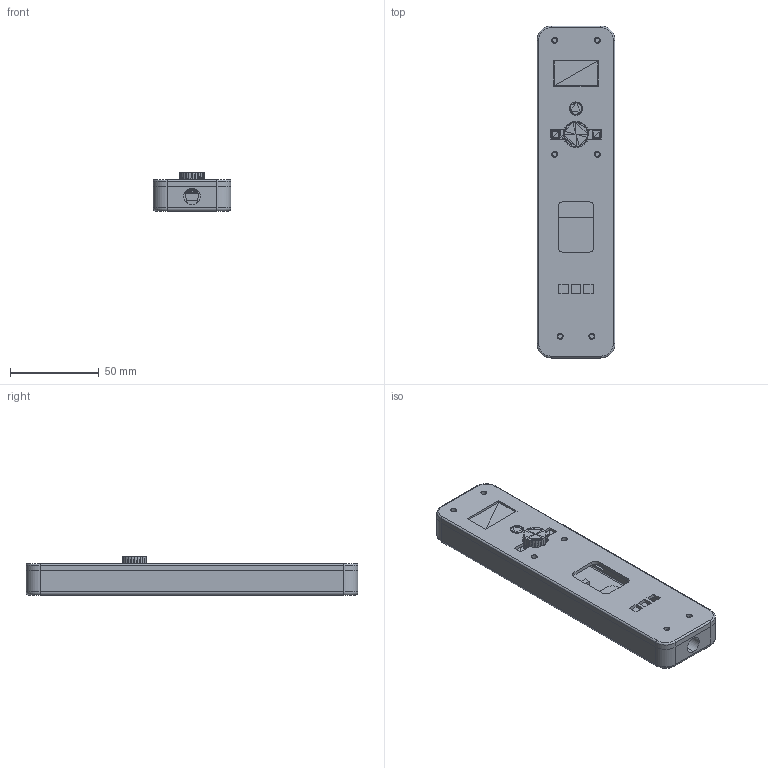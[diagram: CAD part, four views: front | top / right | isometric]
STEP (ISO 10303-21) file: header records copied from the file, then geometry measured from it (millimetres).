
FILE_DESCRIPTION (( 'STEP AP203' ), '1' );
FILE_NAME ('Main casing with PCB V2.STEP', '2024-12-21T18:54:53', ( '' ), ( '' ), 'SwSTEP 2.0', 'SolidWorks 2023', '' );
FILE_SCHEMA (( 'CONFIG_CONTROL_DESIGN' ));
Length unit declared in the file: millimetre
Products named in the file (3): Main casing with PCB V2; b820b1d8-5846-4274-9eab-95ff9be9bb491; Part6^Assembly
Assembly tree (2 placements, depth 2):
  Main casing with PCB V2
    Part6^Assembly
    b820b1d8-5846-4274-9eab-95ff9be9bb491
Bounding box: 44 x 187.26 x 21.95 mm (x, y, z)
Volume: 57226.4 mm3; surface area: 53046.4 mm2
Topology: 2 solids, 12 shells, 1208 faces, 2124 edges, 945 vertices
Faces by surface type: plane 1083, cylinder 101, torus 16, cone 8
Entity records: 28511 total; most frequent: CARTESIAN_POINT 8847, ORIENTED_EDGE 4119, DIRECTION 3276, EDGE_CURVE 2124, B_SPLINE_CURVE_WITH_KNOTS 1516, AXIS2_PLACEMENT_3D 1454, EDGE_LOOP 1265, FACE_OUTER_BOUND 1208
